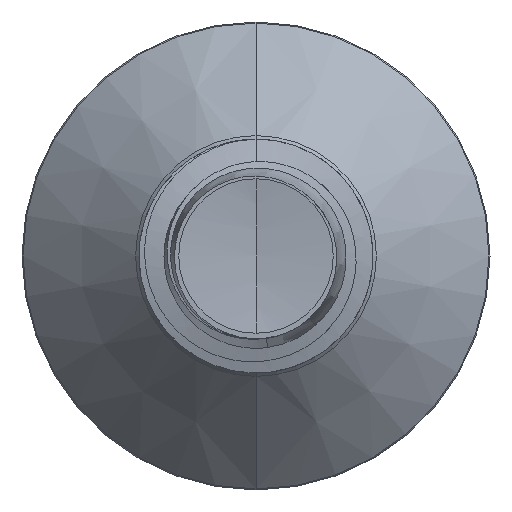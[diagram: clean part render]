
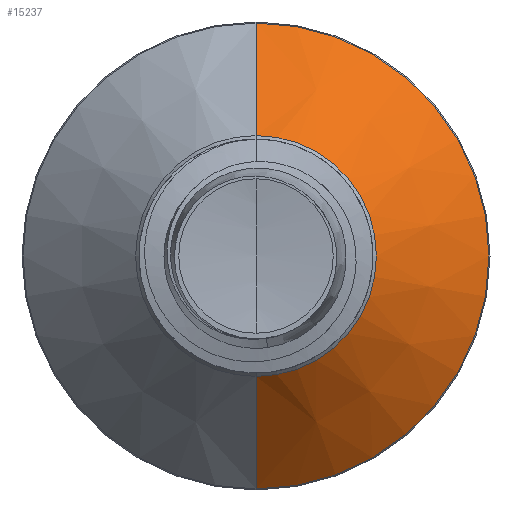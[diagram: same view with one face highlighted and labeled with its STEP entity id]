
A CAD part, front view. The second image highlights one B-rep face of the part: STEP entity #15237.
In plain terms, the highlighted conical face has half-angle 45 degrees and reference radius 3.088 mm.
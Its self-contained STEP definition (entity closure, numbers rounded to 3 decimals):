
#681 = LINE ( 'NONE', #11944, #14247 ) ;
#1474 = AXIS2_PLACEMENT_3D ( 'NONE', #8519, #14365, #15558 ) ;
#1609 = VERTEX_POINT ( 'NONE', #10961 ) ;
#2121 = AXIS2_PLACEMENT_3D ( 'NONE', #5436, #13793, #6684 ) ;
#2838 = LINE ( 'NONE', #5718, #3833 ) ;
#3370 = CARTESIAN_POINT ( 'NONE',  ( 0., 4.739, -3.089 ) ) ;
#3422 = DIRECTION ( 'NONE',  ( 0., 0.707, -0.707 ) ) ;
#3515 = CARTESIAN_POINT ( 'NONE',  ( 0., 7.624, -5.974 ) ) ;
#3559 = EDGE_CURVE ( 'NONE', #14408, #8222, #9050, .T. ) ;
#3833 = VECTOR ( 'NONE', #10948, 1000. ) ;
#4669 = EDGE_CURVE ( 'NONE', #1609, #14408, #2838, .T. ) ;
#5436 = CARTESIAN_POINT ( 'NONE',  ( 0., 4.739, 0. ) ) ;
#5718 = CARTESIAN_POINT ( 'NONE',  ( 0., 4.739, 3.089 ) ) ;
#6684 = DIRECTION ( 'NONE',  ( 0., 0., 1. ) ) ;
#7495 = ORIENTED_EDGE ( 'NONE', *, *, #12863, .T. ) ;
#7702 = EDGE_LOOP ( 'NONE', ( #7495, #8472, #11595, #13427 ) ) ;
#8222 = VERTEX_POINT ( 'NONE', #3515 ) ;
#8472 = ORIENTED_EDGE ( 'NONE', *, *, #9214, .T. ) ;
#8519 = CARTESIAN_POINT ( 'NONE',  ( 0., 4.739, 0. ) ) ;
#8544 = CIRCLE ( 'NONE', #2121, 3.089 ) ;
#9050 = CIRCLE ( 'NONE', #13049, 5.974 ) ;
#9214 = EDGE_CURVE ( 'NONE', #13468, #8222, #681, .T. ) ;
#10948 = DIRECTION ( 'NONE',  ( 0., 0.707, 0.707 ) ) ;
#10961 = CARTESIAN_POINT ( 'NONE',  ( 0., 4.739, 3.089 ) ) ;
#11595 = ORIENTED_EDGE ( 'NONE', *, *, #3559, .F. ) ;
#11944 = CARTESIAN_POINT ( 'NONE',  ( 0., 4.739, -3.089 ) ) ;
#12817 = CONICAL_SURFACE ( 'NONE', #1474, 3.089, 0.785 ) ;
#12863 = EDGE_CURVE ( 'NONE', #1609, #13468, #8544, .T. ) ;
#13049 = AXIS2_PLACEMENT_3D ( 'NONE', #13441, #13444, #15631 ) ;
#13288 = CARTESIAN_POINT ( 'NONE',  ( 0., 7.624, 5.974 ) ) ;
#13427 = ORIENTED_EDGE ( 'NONE', *, *, #4669, .F. ) ;
#13441 = CARTESIAN_POINT ( 'NONE',  ( 0., 7.624, 0. ) ) ;
#13444 = DIRECTION ( 'NONE',  ( 0., 1., 0. ) ) ;
#13468 = VERTEX_POINT ( 'NONE', #3370 ) ;
#13793 = DIRECTION ( 'NONE',  ( 0., 1., 0. ) ) ;
#14079 = FACE_OUTER_BOUND ( 'NONE', #7702, .T. ) ;
#14247 = VECTOR ( 'NONE', #3422, 1000. ) ;
#14365 = DIRECTION ( 'NONE',  ( 0., 1., 0. ) ) ;
#14408 = VERTEX_POINT ( 'NONE', #13288 ) ;
#15237 = ADVANCED_FACE ( 'NONE', ( #14079 ), #12817, .T. ) ;
#15558 = DIRECTION ( 'NONE',  ( 0., 0., 1. ) ) ;
#15631 = DIRECTION ( 'NONE',  ( 0., 0., 1. ) ) ;
